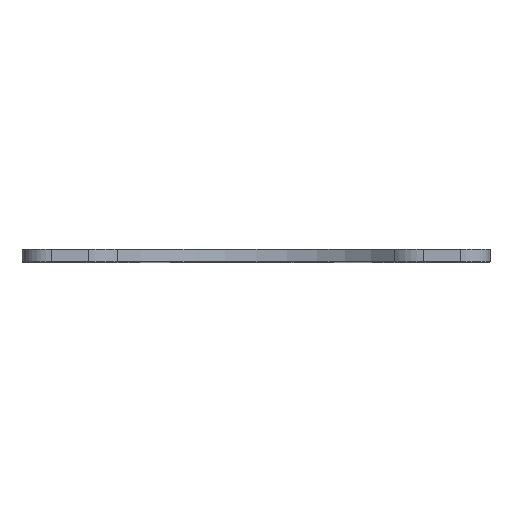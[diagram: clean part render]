
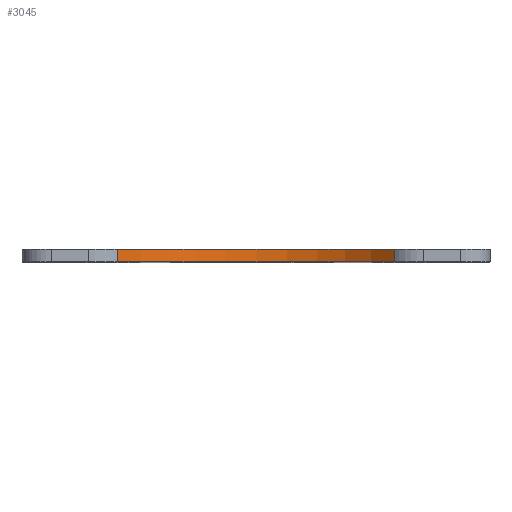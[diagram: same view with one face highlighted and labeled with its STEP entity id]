
A CAD part, top view. The second image highlights one B-rep face of the part: STEP entity #3045.
In plain terms, the highlighted cylindrical face has radius 30.547 mm (diameter 61.095 mm), a partial arc.
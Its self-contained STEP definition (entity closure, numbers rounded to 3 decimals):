
#172=LINE('',#5557,#374);
#173=LINE('',#5558,#375);
#374=VECTOR('',#4138,2.);
#375=VECTOR('',#4139,2.);
#644=FACE_OUTER_BOUND('',#914,.T.);
#914=EDGE_LOOP('',(#2426,#2427,#2428,#2429));
#1089=CIRCLE('',#3200,30.547);
#1199=CIRCLE('',#3316,30.547);
#1309=VERTEX_POINT('',#4532);
#1310=VERTEX_POINT('',#4534);
#1466=VERTEX_POINT('',#5052);
#1467=VERTEX_POINT('',#5054);
#1627=EDGE_CURVE('',#1309,#1310,#1089,.T.);
#1788=EDGE_CURVE('',#1466,#1467,#1199,.T.);
#1938=EDGE_CURVE('',#1467,#1309,#172,.T.);
#1939=EDGE_CURVE('',#1466,#1310,#173,.T.);
#2426=ORIENTED_EDGE('',*,*,#1627,.F.);
#2427=ORIENTED_EDGE('',*,*,#1938,.F.);
#2428=ORIENTED_EDGE('',*,*,#1788,.F.);
#2429=ORIENTED_EDGE('',*,*,#1939,.T.);
#2933=CYLINDRICAL_SURFACE('',#3426,30.547);
#3045=ADVANCED_FACE('',(#644),#2933,.F.);
#3200=AXIS2_PLACEMENT_3D('',#4535,#3594,#3595);
#3316=AXIS2_PLACEMENT_3D('',#5055,#3871,#3872);
#3426=AXIS2_PLACEMENT_3D('',#5556,#4136,#4137);
#3594=DIRECTION('center_axis',(0.,1.,0.));
#3595=DIRECTION('ref_axis',(0.725,0.,-0.689));
#3871=DIRECTION('center_axis',(0.,-1.,0.));
#3872=DIRECTION('ref_axis',(0.725,0.,-0.689));
#4136=DIRECTION('center_axis',(0.,-1.,0.));
#4137=DIRECTION('ref_axis',(0.725,0.,-0.689));
#4138=DIRECTION('',(0.,-1.,0.));
#4139=DIRECTION('',(0.,-1.,0.));
#4532=CARTESIAN_POINT('',(22.144,2.,65.495));
#4534=CARTESIAN_POINT('',(-22.144,2.,65.495));
#4535=CARTESIAN_POINT('Origin',(0.,2.,86.538));
#5052=CARTESIAN_POINT('',(-22.144,4.,65.495));
#5054=CARTESIAN_POINT('',(22.144,4.,65.495));
#5055=CARTESIAN_POINT('Origin',(0.,4.,86.538));
#5556=CARTESIAN_POINT('Origin',(0.,4.,86.538));
#5557=CARTESIAN_POINT('',(22.144,4.,65.495));
#5558=CARTESIAN_POINT('',(-22.144,4.,65.495));
